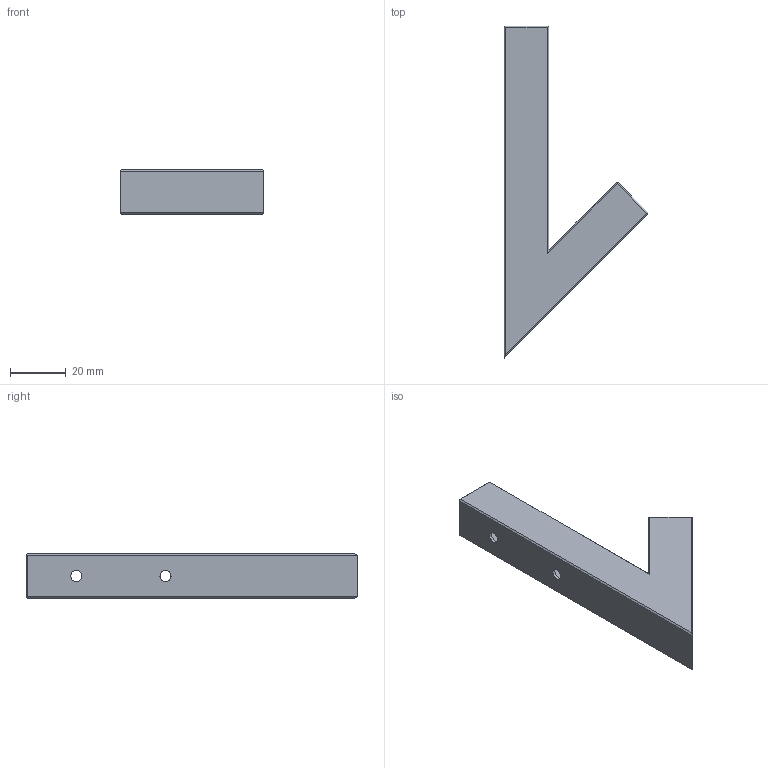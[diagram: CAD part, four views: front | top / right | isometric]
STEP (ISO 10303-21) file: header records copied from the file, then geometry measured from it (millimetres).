
FILE_DESCRIPTION(('Creo Elements/Direct Modeling STEP Export'),'2;1');
FILE_NAME('2302.stp','2022-05-04T10:08:16',(''),(''),'Creo Elements/Direct Modeling STEP processor for AP214 (Solid Model)','Creo Elements/Direct Modeling 20.0 12-Nov-2016 (C) Parametric Technology GmbH','');
FILE_SCHEMA(('AUTOMOTIVE_DESIGN { 1 0 10303 214 1 1 1 1 }'));
Length unit declared in the file: millimetre
Products named in the file (2): Mantelhaken
Assembly tree (1 placements, depth 2):
  Mantelhaken
    Mantelhaken
Bounding box: 51.5 x 119 x 16 mm (x, y, z)
Volume: 9506.5 mm3; surface area: 19042 mm2
Topology: 1 solids, 1 shells, 48 faces, 124 edges, 80 vertices
Faces by surface type: plane 32, cylinder 8, cone 8
Entity records: 1429 total; most frequent: ORIENTED_EDGE 248, CARTESIAN_POINT 238, DIRECTION 220, EDGE_CURVE 124, VECTOR 96, LINE 96, VERTEX_POINT 80, AXIS2_PLACEMENT_3D 62
